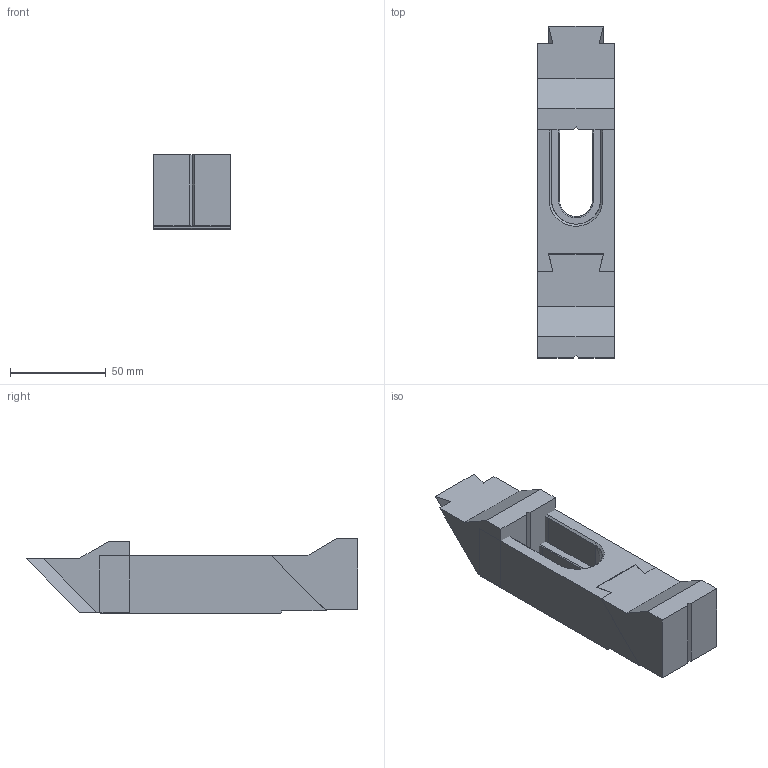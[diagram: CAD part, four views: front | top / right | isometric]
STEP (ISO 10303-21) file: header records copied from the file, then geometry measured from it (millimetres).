
FILE_DESCRIPTION( ( 'Unknown' ), '1' );
FILE_NAME( 'CP12-1640-S.stp', 'Unknown', ( 'Unknown' ), ( 'Unknown' ), 'XStep 1.0', 'Unknown', ' ' );
FILE_SCHEMA( ( 'CONFIG_CONTROL_DESIGN' ) );
Length unit declared in the file: millimetre
Products named in the file (3): Assem1; 1; 2
Bounding box: 40 x 173.03 x 39 mm (x, y, z)
Volume: 260821.4 mm3; surface area: 57751.7 mm2
Topology: 4 solids, 4 shells, 100 faces, 246 edges, 156 vertices
Faces by surface type: plane 80, bspline 8, extrusion 4, cone 4, cylinder 4
Entity records: 2179 total; most frequent: CARTESIAN_POINT 904, ORIENTED_EDGE 246, DIRECTION 205, EDGE_CURVE 123, VECTOR 103, LINE 101, VERTEX_POINT 78, EDGE_LOOP 53
